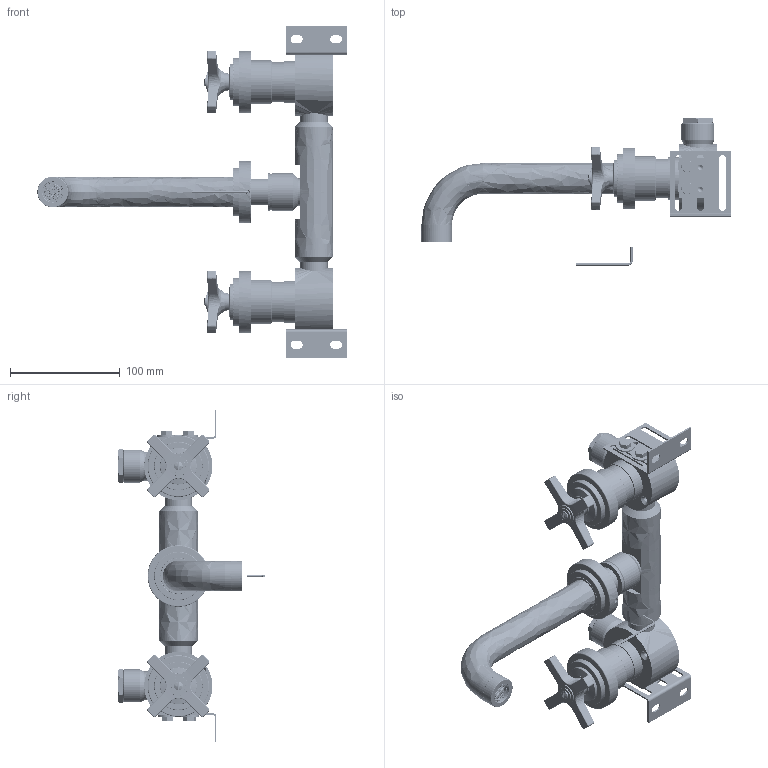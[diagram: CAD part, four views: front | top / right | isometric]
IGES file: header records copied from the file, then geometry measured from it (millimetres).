
Global section: file name: V7KALL17-2XF; native system: Autodesk Inventor 2023; preprocessor: unknown; author: clarkin; date: 20231024.074107; units: millimetre
Bounding box: 281.3 x 133.78 x 302 mm (x, y, z)
Volume: 600696.6 mm3; surface area: 292063.2 mm2
Topology: 71 solids, 71 shells, 3559 faces, 9180 edges, 5925 vertices
Faces by surface type: bspline 3559
